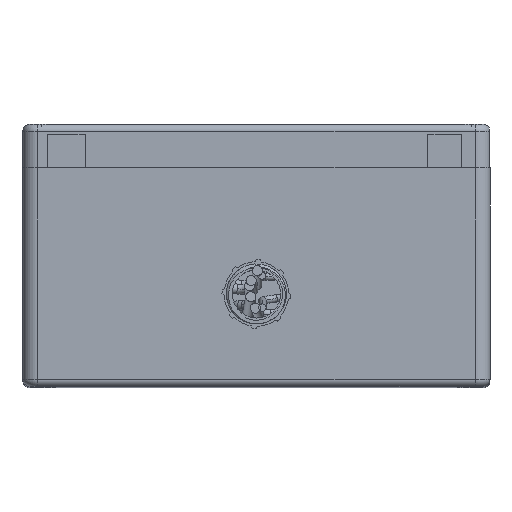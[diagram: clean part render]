
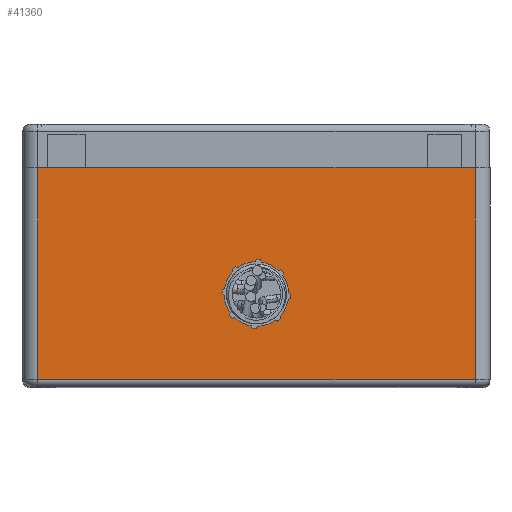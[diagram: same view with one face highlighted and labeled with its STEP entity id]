
A CAD part, top view. The second image highlights one B-rep face of the part: STEP entity #41360.
In plain terms, the highlighted planar face has unit normal (0, 0, 1).
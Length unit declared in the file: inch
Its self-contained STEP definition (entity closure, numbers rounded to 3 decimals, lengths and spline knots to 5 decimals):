
#1193 = CARTESIAN_POINT ( 'NONE',  ( -2.9495, 3.01, 4.7245 ) ) ;
#15107 = AXIS2_PLACEMENT_3D ( 'NONE', #72109, #72668, #124323 ) ;
#15174 = ORIENTED_EDGE ( 'NONE', *, *, #123839, .F. ) ;
#24712 = PLANE ( 'NONE',  #162797 ) ;
#28666 = CARTESIAN_POINT ( 'NONE',  ( 2.9495, 2.95, 4.7245 ) ) ;
#29086 = ORIENTED_EDGE ( 'NONE', *, *, #163847, .F. ) ;
#35519 = DIRECTION ( 'NONE',  ( 1., 0., 0. ) ) ;
#41360 = ADVANCED_FACE ( 'NONE', ( #110699, #168211 ), #24712, .F. ) ;
#45487 = CIRCLE ( 'NONE', #15107, 0.4 ) ;
#50826 = LINE ( 'NONE', #159168, #159397 ) ;
#52193 = CARTESIAN_POINT ( 'NONE',  ( -2.9495, 0.1, 4.7245 ) ) ;
#56455 = AXIS2_PLACEMENT_3D ( 'NONE', #114346, #140114, #35519 ) ;
#57135 = CARTESIAN_POINT ( 'NONE',  ( 2.9495, 0.1, 4.7245 ) ) ;
#57328 = VERTEX_POINT ( 'NONE', #153678 ) ;
#58725 = VERTEX_POINT ( 'NONE', #141648 ) ;
#65305 = VECTOR ( 'NONE', #93609, 39.37008 ) ;
#65807 = VERTEX_POINT ( 'NONE', #91506 ) ;
#67394 = LINE ( 'NONE', #168630, #87805 ) ;
#67479 = EDGE_CURVE ( 'NONE', #57328, #114319, #50826, .T. ) ;
#68667 = VERTEX_POINT ( 'NONE', #28666 ) ;
#72109 = CARTESIAN_POINT ( 'NONE',  ( 0., 1.25, 4.7245 ) ) ;
#72668 = DIRECTION ( 'NONE',  ( 0., 0., 1. ) ) ;
#75950 = ORIENTED_EDGE ( 'NONE', *, *, #133791, .F. ) ;
#87147 = LINE ( 'NONE', #118222, #113776 ) ;
#87805 = VECTOR ( 'NONE', #90165, 39.37008 ) ;
#89599 = DIRECTION ( 'NONE',  ( 0., -1., 0. ) ) ;
#90165 = DIRECTION ( 'NONE',  ( 1., 0., 0. ) ) ;
#91506 = CARTESIAN_POINT ( 'NONE',  ( 0.4, 1.25, 4.7245 ) ) ;
#91544 = DIRECTION ( 'NONE',  ( -1., 0., 0. ) ) ;
#93609 = DIRECTION ( 'NONE',  ( 1., 0., 0. ) ) ;
#95498 = ORIENTED_EDGE ( 'NONE', *, *, #67479, .T. ) ;
#99268 = EDGE_LOOP ( 'NONE', ( #75950, #95498, #149529, #29086 ) ) ;
#110699 = FACE_BOUND ( 'NONE', #117700, .T. ) ;
#113776 = VECTOR ( 'NONE', #89599, 39.37008 ) ;
#114319 = VERTEX_POINT ( 'NONE', #52193 ) ;
#114346 = CARTESIAN_POINT ( 'NONE',  ( 0., 1.25, 4.7245 ) ) ;
#117700 = EDGE_LOOP ( 'NONE', ( #146223, #15174 ) ) ;
#117912 = DIRECTION ( 'NONE',  ( 0., 0., -1. ) ) ;
#118222 = CARTESIAN_POINT ( 'NONE',  ( 2.9495, 3.01, 4.7245 ) ) ;
#123839 = EDGE_CURVE ( 'NONE', #58725, #65807, #169269, .T. ) ;
#124323 = DIRECTION ( 'NONE',  ( 1., 0., 0. ) ) ;
#130305 = EDGE_CURVE ( 'NONE', #114319, #136316, #67394, .T. ) ;
#133791 = EDGE_CURVE ( 'NONE', #57328, #68667, #161685, .T. ) ;
#136316 = VERTEX_POINT ( 'NONE', #57135 ) ;
#140114 = DIRECTION ( 'NONE',  ( 0., 0., 1. ) ) ;
#141648 = CARTESIAN_POINT ( 'NONE',  ( -0.4, 1.25, 4.7245 ) ) ;
#146223 = ORIENTED_EDGE ( 'NONE', *, *, #165614, .F. ) ;
#149529 = ORIENTED_EDGE ( 'NONE', *, *, #130305, .T. ) ;
#153678 = CARTESIAN_POINT ( 'NONE',  ( -2.9495, 2.95, 4.7245 ) ) ;
#157425 = DIRECTION ( 'NONE',  ( 0., -1., 0. ) ) ;
#159168 = CARTESIAN_POINT ( 'NONE',  ( -2.9495, 3.01, 4.7245 ) ) ;
#159397 = VECTOR ( 'NONE', #157425, 39.37008 ) ;
#161685 = LINE ( 'NONE', #167448, #65305 ) ;
#162797 = AXIS2_PLACEMENT_3D ( 'NONE', #1193, #117912, #91544 ) ;
#163847 = EDGE_CURVE ( 'NONE', #68667, #136316, #87147, .T. ) ;
#165614 = EDGE_CURVE ( 'NONE', #65807, #58725, #45487, .T. ) ;
#167448 = CARTESIAN_POINT ( 'NONE',  ( -8.83854, 2.95, 4.7245 ) ) ;
#168211 = FACE_OUTER_BOUND ( 'NONE', #99268, .T. ) ;
#168630 = CARTESIAN_POINT ( 'NONE',  ( -2.9495, 0.1, 4.7245 ) ) ;
#169269 = CIRCLE ( 'NONE', #56455, 0.4 ) ;
